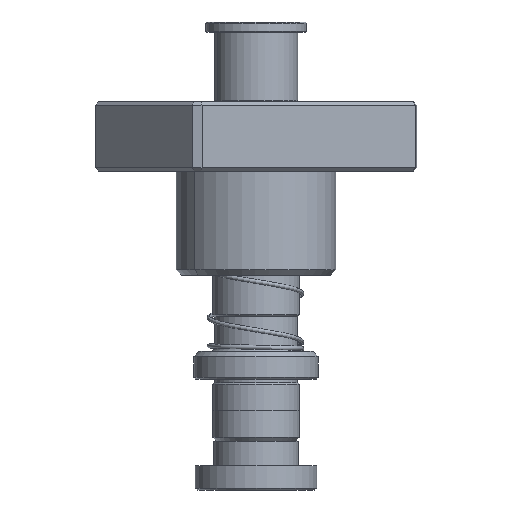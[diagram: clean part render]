
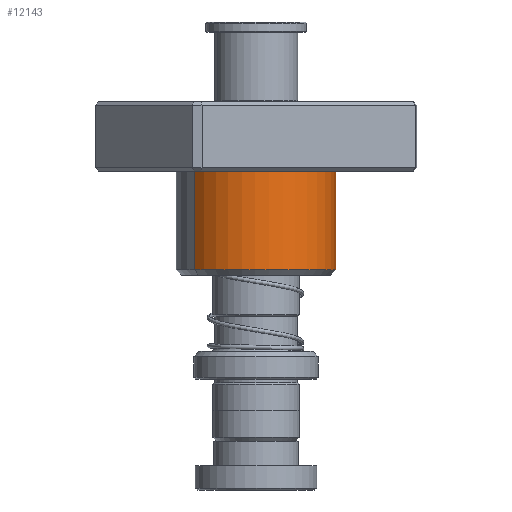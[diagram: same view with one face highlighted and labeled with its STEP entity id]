
A CAD part, front view. The second image highlights one B-rep face of the part: STEP entity #12143.
In plain terms, the highlighted cylindrical face has radius 23 mm (diameter 46 mm), a partial arc.
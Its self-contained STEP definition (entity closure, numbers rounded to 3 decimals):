
#70 = LINE ( 'NONE', #44044, #23034 ) ;
#1602 = VERTEX_POINT ( 'NONE', #27962 ) ;
#1788 = AXIS2_PLACEMENT_3D ( 'NONE', #43791, #23830, #6365 ) ;
#1858 = DIRECTION ( 'NONE',  ( 1., 0., 0. ) ) ;
#1883 = ORIENTED_EDGE ( 'NONE', *, *, #33258, .T. ) ;
#2284 = ORIENTED_EDGE ( 'NONE', *, *, #29777, .F. ) ;
#2391 = ORIENTED_EDGE ( 'NONE', *, *, #9941, .T. ) ;
#3014 = DIRECTION ( 'NONE',  ( 0., 0., -1. ) ) ;
#6365 = DIRECTION ( 'NONE',  ( 1., 0., 0. ) ) ;
#7362 = EDGE_LOOP ( 'NONE', ( #2284, #2391, #1883, #10358, #25620 ) ) ;
#7973 = EDGE_CURVE ( 'NONE', #30064, #25375, #36668, .T. ) ;
#8045 = CARTESIAN_POINT ( 'NONE',  ( 23., 0., 48.5 ) ) ;
#9184 = AXIS2_PLACEMENT_3D ( 'NONE', #15514, #18765, #1858 ) ;
#9797 = AXIS2_PLACEMENT_3D ( 'NONE', #17101, #3014, #19918 ) ;
#9941 = EDGE_CURVE ( 'NONE', #36023, #11583, #16761, .T. ) ;
#10358 = ORIENTED_EDGE ( 'NONE', *, *, #7973, .T. ) ;
#11583 = VERTEX_POINT ( 'NONE', #29175 ) ;
#12143 = ADVANCED_FACE ( 'NONE', ( #23047 ), #25208, .T. ) ;
#13645 = EDGE_CURVE ( 'NONE', #25375, #1602, #18250, .T. ) ;
#15514 = CARTESIAN_POINT ( 'NONE',  ( 0., 0., 20. ) ) ;
#16761 = CIRCLE ( 'NONE', #9797, 23. ) ;
#17101 = CARTESIAN_POINT ( 'NONE',  ( 0., 0., 48.5 ) ) ;
#18250 = CIRCLE ( 'NONE', #1788, 23. ) ;
#18765 = DIRECTION ( 'NONE',  ( 0., 0., 1. ) ) ;
#19918 = DIRECTION ( 'NONE',  ( 1., 0., 0. ) ) ;
#21540 = AXIS2_PLACEMENT_3D ( 'NONE', #23096, #39812, #43219 ) ;
#23034 = VECTOR ( 'NONE', #33485, 1000. ) ;
#23047 = FACE_OUTER_BOUND ( 'NONE', #7362, .T. ) ;
#23096 = CARTESIAN_POINT ( 'NONE',  ( 0., 0., 50. ) ) ;
#23205 = LINE ( 'NONE', #28250, #40277 ) ;
#23830 = DIRECTION ( 'NONE',  ( 0., 0., 1. ) ) ;
#25208 = CYLINDRICAL_SURFACE ( 'NONE', #21540, 23. ) ;
#25375 = VERTEX_POINT ( 'NONE', #38585 ) ;
#25620 = ORIENTED_EDGE ( 'NONE', *, *, #13645, .T. ) ;
#27962 = CARTESIAN_POINT ( 'NONE',  ( 23., 0., 20. ) ) ;
#28250 = CARTESIAN_POINT ( 'NONE',  ( 23., 0., 50. ) ) ;
#29175 = CARTESIAN_POINT ( 'NONE',  ( -23., 0., 48.5 ) ) ;
#29777 = EDGE_CURVE ( 'NONE', #36023, #1602, #23205, .T. ) ;
#30064 = VERTEX_POINT ( 'NONE', #33013 ) ;
#31262 = DIRECTION ( 'NONE',  ( 0., 0., -1. ) ) ;
#33013 = CARTESIAN_POINT ( 'NONE',  ( -23., 0., 20. ) ) ;
#33258 = EDGE_CURVE ( 'NONE', #11583, #30064, #70, .T. ) ;
#33485 = DIRECTION ( 'NONE',  ( 0., 0., -1. ) ) ;
#36023 = VERTEX_POINT ( 'NONE', #8045 ) ;
#36668 = CIRCLE ( 'NONE', #9184, 23. ) ;
#38585 = CARTESIAN_POINT ( 'NONE',  ( 0., -23., 20. ) ) ;
#39812 = DIRECTION ( 'NONE',  ( 0., 0., -1. ) ) ;
#40277 = VECTOR ( 'NONE', #31262, 1000. ) ;
#43219 = DIRECTION ( 'NONE',  ( -1., 0., 0. ) ) ;
#43791 = CARTESIAN_POINT ( 'NONE',  ( 0., 0., 20. ) ) ;
#44044 = CARTESIAN_POINT ( 'NONE',  ( -23., 0., 50. ) ) ;
